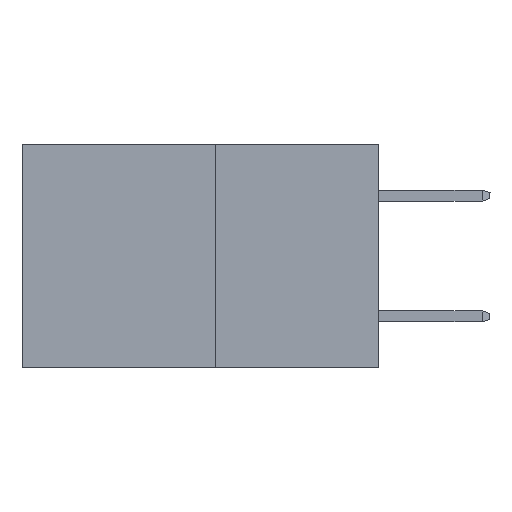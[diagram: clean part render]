
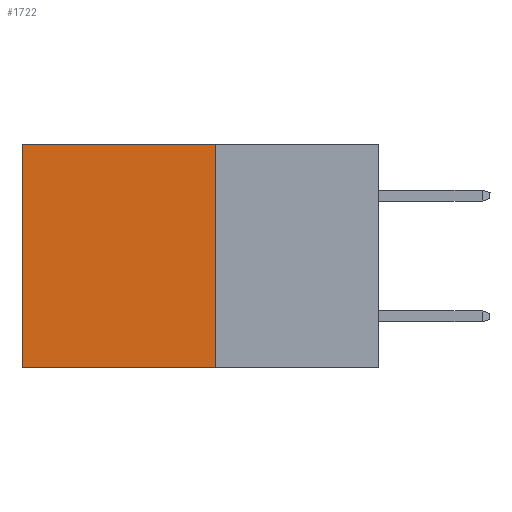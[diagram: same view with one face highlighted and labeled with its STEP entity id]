
A CAD part, left-side view. The second image highlights one B-rep face of the part: STEP entity #1722.
In plain terms, the highlighted planar face has unit normal (-1, 0, 0).
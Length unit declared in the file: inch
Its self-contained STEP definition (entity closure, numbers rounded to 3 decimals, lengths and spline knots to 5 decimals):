
#722 = ORIENTED_EDGE ( 'NONE', *, *, #15457, .F. ) ;
#737 = ORIENTED_EDGE ( 'NONE', *, *, #8292, .T. ) ;
#742 = DIRECTION ( 'NONE',  ( 0., 1., 0. ) ) ;
#1722 = ADVANCED_FACE ( 'NONE', ( #10900 ), #20581, .F. ) ;
#2625 = VECTOR ( 'NONE', #17231, 39.37008 ) ;
#3354 = VERTEX_POINT ( 'NONE', #12953 ) ;
#3773 = CARTESIAN_POINT ( 'NONE',  ( 0.277, 0.27, -0.37 ) ) ;
#3862 = VERTEX_POINT ( 'NONE', #10442 ) ;
#4192 = CARTESIAN_POINT ( 'NONE',  ( 0.277, 0.27, 0. ) ) ;
#4213 = CARTESIAN_POINT ( 'NONE',  ( 0.277, 0.59, -0.37 ) ) ;
#4627 = EDGE_LOOP ( 'NONE', ( #20053, #722, #18994, #737 ) ) ;
#6003 = CARTESIAN_POINT ( 'NONE',  ( 0.277, 0.27, 0. ) ) ;
#6302 = EDGE_CURVE ( 'NONE', #12715, #3862, #15843, .T. ) ;
#8292 = EDGE_CURVE ( 'NONE', #12715, #10177, #16238, .T. ) ;
#9594 = EDGE_CURVE ( 'NONE', #10177, #3354, #10012, .T. ) ;
#10012 = LINE ( 'NONE', #4213, #18622 ) ;
#10177 = VERTEX_POINT ( 'NONE', #16882 ) ;
#10442 = CARTESIAN_POINT ( 'NONE',  ( 0.277, 0.27, -0.37 ) ) ;
#10900 = FACE_OUTER_BOUND ( 'NONE', #4627, .T. ) ;
#11440 = VECTOR ( 'NONE', #16821, 39.37008 ) ;
#12715 = VERTEX_POINT ( 'NONE', #6003 ) ;
#12953 = CARTESIAN_POINT ( 'NONE',  ( 0.277, 0.59, -0.37 ) ) ;
#12987 = LINE ( 'NONE', #20195, #20901 ) ;
#15457 = EDGE_CURVE ( 'NONE', #3862, #3354, #12987, .T. ) ;
#15681 = DIRECTION ( 'NONE',  ( 0., 0., -1. ) ) ;
#15843 = LINE ( 'NONE', #3773, #11440 ) ;
#16238 = LINE ( 'NONE', #4192, #2625 ) ;
#16821 = DIRECTION ( 'NONE',  ( 0., 0., -1. ) ) ;
#16867 = AXIS2_PLACEMENT_3D ( 'NONE', #20556, #20476, #20411 ) ;
#16882 = CARTESIAN_POINT ( 'NONE',  ( 0.277, 0.59, 0. ) ) ;
#17231 = DIRECTION ( 'NONE',  ( 0., 1., 0. ) ) ;
#18622 = VECTOR ( 'NONE', #15681, 39.37008 ) ;
#18994 = ORIENTED_EDGE ( 'NONE', *, *, #6302, .F. ) ;
#20053 = ORIENTED_EDGE ( 'NONE', *, *, #9594, .T. ) ;
#20195 = CARTESIAN_POINT ( 'NONE',  ( 0.277, 0.27, -0.37 ) ) ;
#20411 = DIRECTION ( 'NONE',  ( 0., 0., -1. ) ) ;
#20476 = DIRECTION ( 'NONE',  ( 1., 0., 0. ) ) ;
#20556 = CARTESIAN_POINT ( 'NONE',  ( 0.277, 0.27, -0.37 ) ) ;
#20581 = PLANE ( 'NONE',  #16867 ) ;
#20901 = VECTOR ( 'NONE', #742, 39.37008 ) ;
